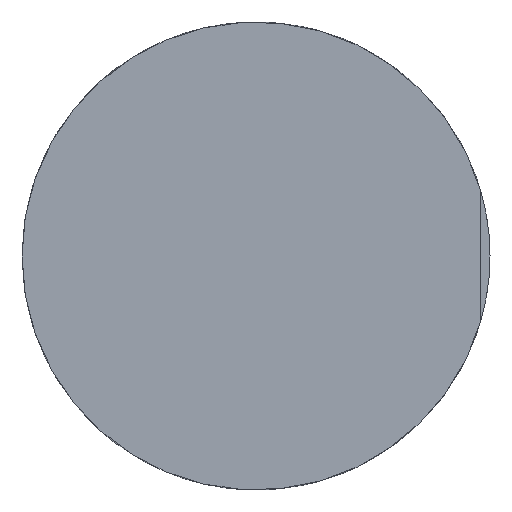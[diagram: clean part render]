
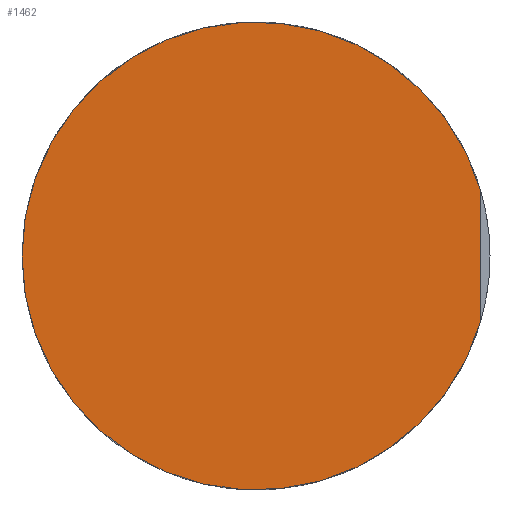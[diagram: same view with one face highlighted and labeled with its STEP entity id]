
A CAD part, front view. The second image highlights one B-rep face of the part: STEP entity #1462.
In plain terms, the highlighted planar face has unit normal (0, -1, 0).
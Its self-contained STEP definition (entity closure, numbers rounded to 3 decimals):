
#580=DIRECTION('',(0.,0.,1.));
#581=VECTOR('',#580,28.);
#582=CARTESIAN_POINT('',(48.,-60.,-14.));
#583=LINE('',#582,#581);
#584=CARTESIAN_POINT('',(0.,-60.,0.));
#585=DIRECTION('',(0.,1.,0.));
#586=DIRECTION('',(0.96,0.,-0.28));
#587=AXIS2_PLACEMENT_3D('',#584,#585,#586);
#589=CARTESIAN_POINT('',(0.,-60.,0.));
#590=DIRECTION('',(0.,1.,0.));
#591=DIRECTION('',(-1.,0.,0.));
#592=AXIS2_PLACEMENT_3D('',#589,#590,#591);
#598=CARTESIAN_POINT('',(48.,-60.,-14.));
#599=CARTESIAN_POINT('',(48.,-60.,14.));
#600=VERTEX_POINT('',#598);
#601=VERTEX_POINT('',#599);
#608=CARTESIAN_POINT('',(-50.,-60.,0.));
#609=VERTEX_POINT('',#608);
#1451=CARTESIAN_POINT('',(0.,-60.,0.));
#1452=DIRECTION('',(0.,1.,0.));
#1453=DIRECTION('',(1.,0.,0.));
#1454=AXIS2_PLACEMENT_3D('',#1451,#1452,#1453);
#1455=PLANE('',#1454);
#1457=ORIENTED_EDGE('',*,*,#1456,.F.);
#1458=ORIENTED_EDGE('',*,*,#827,.T.);
#1459=ORIENTED_EDGE('',*,*,#772,.T.);
#1460=EDGE_LOOP('',(#1457,#1458,#1459));
#1461=FACE_OUTER_BOUND('',#1460,.F.);
#1462=ADVANCED_FACE('',(#1461),#1455,.F.);
#588=CIRCLE('',#587,50.);
#593=CIRCLE('',#592,50.);
#772=EDGE_CURVE('',#609,#601,#593,.T.);
#827=EDGE_CURVE('',#600,#609,#588,.T.);
#1456=EDGE_CURVE('',#600,#601,#583,.T.);
